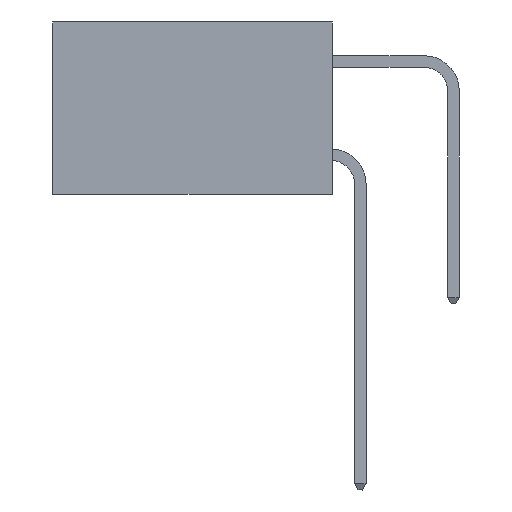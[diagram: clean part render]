
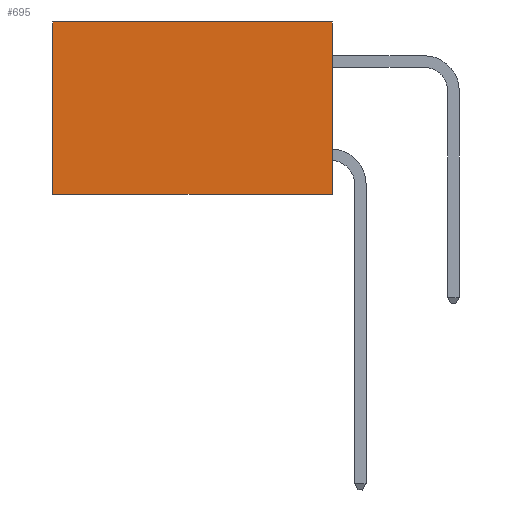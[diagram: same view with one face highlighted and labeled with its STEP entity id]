
A CAD part, left-side view. The second image highlights one B-rep face of the part: STEP entity #695.
In plain terms, the highlighted planar face has unit normal (-1, 0, 0).
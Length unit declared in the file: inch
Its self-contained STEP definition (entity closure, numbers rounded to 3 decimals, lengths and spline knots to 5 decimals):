
#1 = EDGE_CURVE ( 'NONE', #9276, #6751, #22142, .T. ) ;
#695 = ADVANCED_FACE ( 'NONE', ( #10305 ), #7497, .F. ) ;
#1683 = ORIENTED_EDGE ( 'NONE', *, *, #2209, .F. ) ;
#1872 = VECTOR ( 'NONE', #21754, 39.37008 ) ;
#2209 = EDGE_CURVE ( 'NONE', #6751, #17824, #24257, .T. ) ;
#2402 = CARTESIAN_POINT ( 'NONE',  ( 0.298, 0., -0.37 ) ) ;
#2430 = VERTEX_POINT ( 'NONE', #8490 ) ;
#2751 = CARTESIAN_POINT ( 'NONE',  ( 0.298, 0., 0. ) ) ;
#3230 = LINE ( 'NONE', #7725, #13967 ) ;
#3662 = CARTESIAN_POINT ( 'NONE',  ( 0.298, 0., -0.37 ) ) ;
#3728 = CARTESIAN_POINT ( 'NONE',  ( 0.298, 0., 0. ) ) ;
#5474 = ORIENTED_EDGE ( 'NONE', *, *, #20158, .T. ) ;
#6730 = AXIS2_PLACEMENT_3D ( 'NONE', #22228, #7401, #24215 ) ;
#6751 = VERTEX_POINT ( 'NONE', #2402 ) ;
#7290 = DIRECTION ( 'NONE',  ( 0., 1., 0. ) ) ;
#7401 = DIRECTION ( 'NONE',  ( 1., 0., 0. ) ) ;
#7497 = PLANE ( 'NONE',  #6730 ) ;
#7693 = LINE ( 'NONE', #21663, #8031 ) ;
#7725 = CARTESIAN_POINT ( 'NONE',  ( 0.298, 0.6, 0. ) ) ;
#8031 = VECTOR ( 'NONE', #7290, 39.37008 ) ;
#8490 = CARTESIAN_POINT ( 'NONE',  ( 0.298, 0.6, 0. ) ) ;
#9276 = VERTEX_POINT ( 'NONE', #3728 ) ;
#10288 = EDGE_CURVE ( 'NONE', #9276, #2430, #7693, .T. ) ;
#10305 = FACE_OUTER_BOUND ( 'NONE', #24411, .T. ) ;
#11899 = DIRECTION ( 'NONE',  ( 0., 0., -1. ) ) ;
#12446 = VECTOR ( 'NONE', #20379, 39.37008 ) ;
#13967 = VECTOR ( 'NONE', #11899, 39.37008 ) ;
#17824 = VERTEX_POINT ( 'NONE', #19452 ) ;
#19452 = CARTESIAN_POINT ( 'NONE',  ( 0.298, 0.6, -0.37 ) ) ;
#20158 = EDGE_CURVE ( 'NONE', #2430, #17824, #3230, .T. ) ;
#20379 = DIRECTION ( 'NONE',  ( 0., 1., 0. ) ) ;
#21663 = CARTESIAN_POINT ( 'NONE',  ( 0.298, 0., 0. ) ) ;
#21754 = DIRECTION ( 'NONE',  ( 0., 0., -1. ) ) ;
#22142 = LINE ( 'NONE', #2751, #1872 ) ;
#22228 = CARTESIAN_POINT ( 'NONE',  ( 0.298, 0., 0. ) ) ;
#22579 = ORIENTED_EDGE ( 'NONE', *, *, #10288, .T. ) ;
#24215 = DIRECTION ( 'NONE',  ( 0., 0., -1. ) ) ;
#24257 = LINE ( 'NONE', #3662, #12446 ) ;
#24411 = EDGE_LOOP ( 'NONE', ( #5474, #1683, #25160, #22579 ) ) ;
#25160 = ORIENTED_EDGE ( 'NONE', *, *, #1, .F. ) ;
